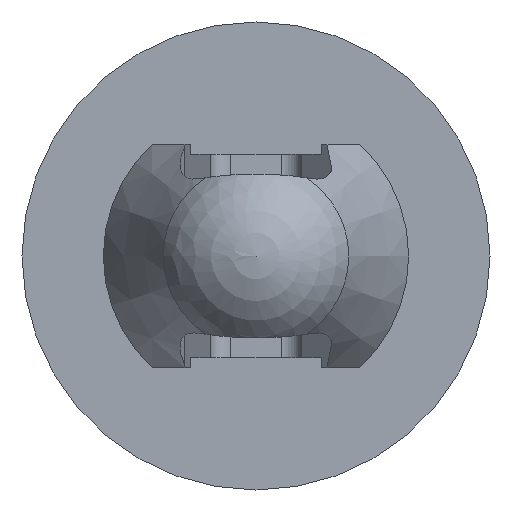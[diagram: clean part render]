
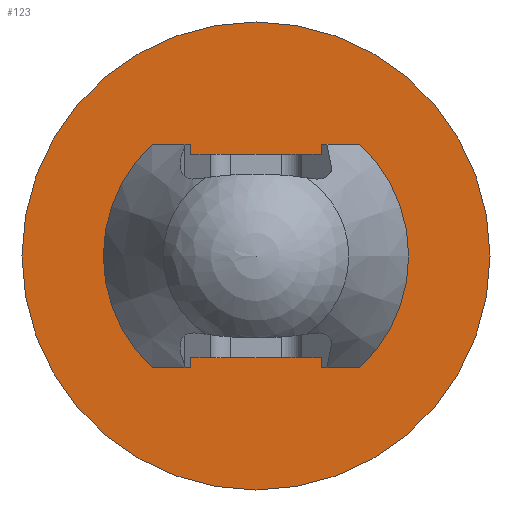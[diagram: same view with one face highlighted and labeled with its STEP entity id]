
A CAD part, front view. The second image highlights one B-rep face of the part: STEP entity #123.
In plain terms, the highlighted planar face has unit normal (0, -1, 0).
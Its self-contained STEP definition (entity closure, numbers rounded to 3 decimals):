
#123 = ADVANCED_FACE( '', ( #255, #256 ), #257, .F. );
#255 = FACE_BOUND( '', #390, .T. );
#256 = FACE_OUTER_BOUND( '', #391, .T. );
#257 = PLANE( '', #392 );
#390 = EDGE_LOOP( '', ( #721, #722, #723, #724 ) );
#391 = EDGE_LOOP( '', ( #725 ) );
#392 = AXIS2_PLACEMENT_3D( '', #726, #727, #728 );
#721 = ORIENTED_EDGE( '', *, *, #982, .F. );
#722 = ORIENTED_EDGE( '', *, *, #974, .F. );
#723 = ORIENTED_EDGE( '', *, *, #917, .T. );
#724 = ORIENTED_EDGE( '', *, *, #853, .F. );
#725 = ORIENTED_EDGE( '', *, *, #957, .T. );
#726 = CARTESIAN_POINT( '', ( -2.3, -3., 0. ) );
#727 = DIRECTION( '', ( 0., 1., 0. ) );
#728 = DIRECTION( '', ( -1., 0., 0. ) );
#853 = EDGE_CURVE( '', #1030, #1032, #1033, .T. );
#917 = EDGE_CURVE( '', #1138, #1032, #1139, .T. );
#957 = EDGE_CURVE( '', #1191, #1191, #1192, .T. );
#974 = EDGE_CURVE( '', #1138, #1216, #1217, .T. );
#982 = EDGE_CURVE( '', #1216, #1030, #1226, .T. );
#1030 = VERTEX_POINT( '', #1286 );
#1032 = VERTEX_POINT( '', #1289 );
#1033 = CIRCLE( '', #1290, 1.25 );
#1138 = VERTEX_POINT( '', #1499 );
#1139 = LINE( '', #1500, #1501 );
#1191 = VERTEX_POINT( '', #1588 );
#1192 = CIRCLE( '', #1589, 2.3 );
#1216 = VERTEX_POINT( '', #1624 );
#1217 = CIRCLE( '', #1625, 1.25 );
#1226 = LINE( '', #1636, #1637 );
#1286 = CARTESIAN_POINT( '', ( -0.75, -3., 1. ) );
#1289 = CARTESIAN_POINT( '', ( -0.75, -3., -1. ) );
#1290 = AXIS2_PLACEMENT_3D( '', #1684, #1685, #1686 );
#1499 = CARTESIAN_POINT( '', ( 0.75, -3., -1. ) );
#1500 = CARTESIAN_POINT( '', ( 2.5, -3., -1. ) );
#1501 = VECTOR( '', #1743, 1000. );
#1588 = CARTESIAN_POINT( '', ( 2.3, -3., 0. ) );
#1589 = AXIS2_PLACEMENT_3D( '', #1778, #1779, #1780 );
#1624 = CARTESIAN_POINT( '', ( 0.75, -3., 1. ) );
#1625 = AXIS2_PLACEMENT_3D( '', #1795, #1796, #1797 );
#1636 = CARTESIAN_POINT( '', ( 2.5, -3., 1. ) );
#1637 = VECTOR( '', #1806, 1000. );
#1684 = CARTESIAN_POINT( '', ( 0., -3., 0. ) );
#1685 = DIRECTION( '', ( 0., -1., 0. ) );
#1686 = DIRECTION( '', ( 1., 0., 0. ) );
#1743 = DIRECTION( '', ( -1., 0., 0. ) );
#1778 = CARTESIAN_POINT( '', ( 0., -3., 0. ) );
#1779 = DIRECTION( '', ( 0., -1., 0. ) );
#1780 = DIRECTION( '', ( 1., 0., 0. ) );
#1795 = CARTESIAN_POINT( '', ( 0., -3., 0. ) );
#1796 = DIRECTION( '', ( 0., -1., 0. ) );
#1797 = DIRECTION( '', ( 1., 0., 0. ) );
#1806 = DIRECTION( '', ( -1., 0., 0. ) );
